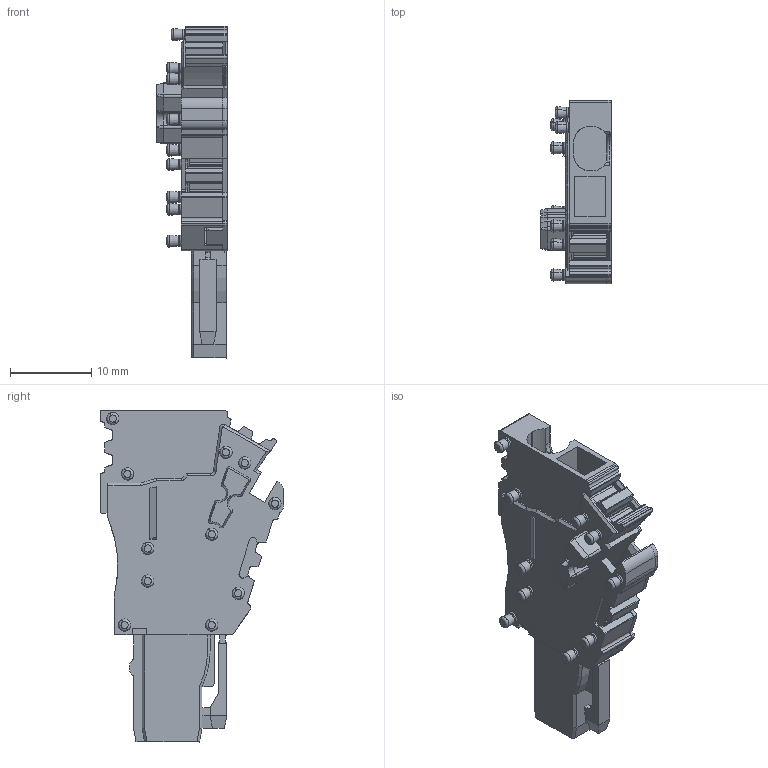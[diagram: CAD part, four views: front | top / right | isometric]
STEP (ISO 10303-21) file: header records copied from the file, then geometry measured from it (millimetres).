
FILE_DESCRIPTION(('CATIA V5R24 STEP','CAx-IF Rec.Pracs.--- Model Styling and Organization---1.2---2011-12-15'),'2;1');
FILE_NAME ('D1446424_0', '2017-07-03T07:53:08+00:00', ('Weidmueller Interface'), ('Weidmueller'), 'CATIA Version 5-6 Release 2014 SP4 HF52', 'CATIA V5 STEP AP214', 'none');
FILE_SCHEMA(('AUTOMOTIVE_DESIGN { 1 0 10303 214 1 1 1 1 }'));
Length unit declared in the file: millimetre
Products named in the file (1): v5-standard_part
Bounding box: 8.6 x 22.55 x 40.75 mm (x, y, z)
Volume: 2725.1 mm3; surface area: 3765.4 mm2
Topology: 2 solids, 2 shells, 941 faces, 2419 edges, 1520 vertices
Faces by surface type: plane 413, cylinder 264, cone 164, torus 93, extrusion 7
Entity records: 27544 total; most frequent: CARTESIAN_POINT 5727, ORIENTED_EDGE 4838, DIRECTION 3832, EDGE_CURVE 2419, AXIS2_PLACEMENT_3D 1580, VERTEX_POINT 1520, VECTOR 1468, LINE 1461
